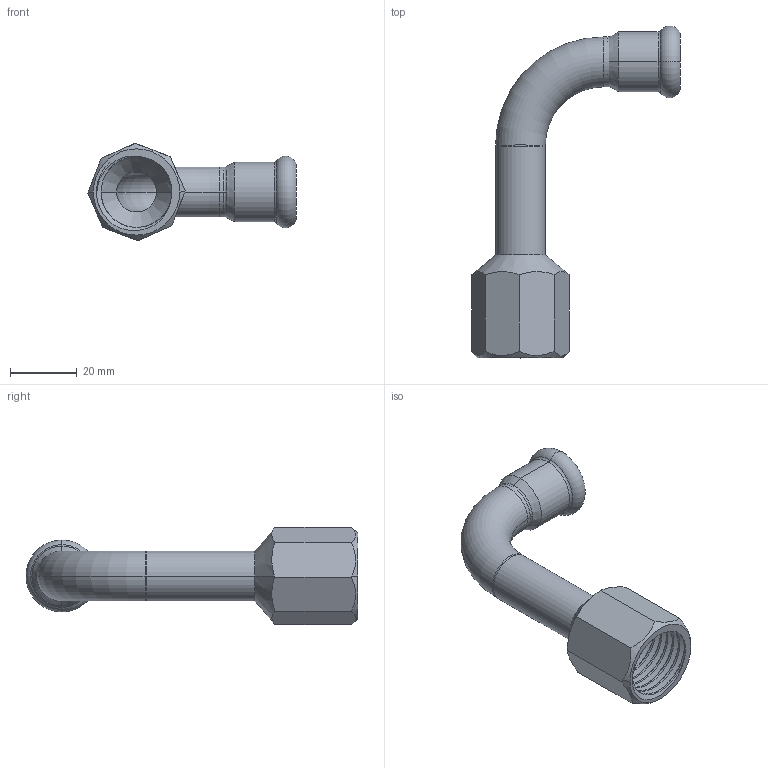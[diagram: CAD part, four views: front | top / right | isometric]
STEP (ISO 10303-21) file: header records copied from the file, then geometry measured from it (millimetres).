
FILE_DESCRIPTION (( 'STEP AP203' ), '1' );
FILE_NAME ('3D_ P746_15 x1-2_141396320.STEP', '2024-11-19T16:12:51', ( '' ), ( '' ), 'SwSTEP 2.0', 'SolidWorks 2023', '' );
FILE_SCHEMA (( 'CONFIG_CONTROL_DESIGN' ));
Length unit declared in the file: millimetre
Products named in the file (1): 3D_ P746_15 x1-2_141396320
Bounding box: 62.65 x 99.79 x 29.29 mm (x, y, z)
Volume: 12829.5 mm3; surface area: 15135.1 mm2
Topology: 2 solids, 2 shells, 75 faces, 189 edges, 116 vertices
Faces by surface type: cylinder 35, cone 14, torus 12, plane 11, bspline 3
Entity records: 4456 total; most frequent: CARTESIAN_POINT 2709, ORIENTED_EDGE 378, DIRECTION 336, EDGE_CURVE 189, AXIS2_PLACEMENT_3D 139, VERTEX_POINT 116, EDGE_LOOP 77, ADVANCED_FACE 75
